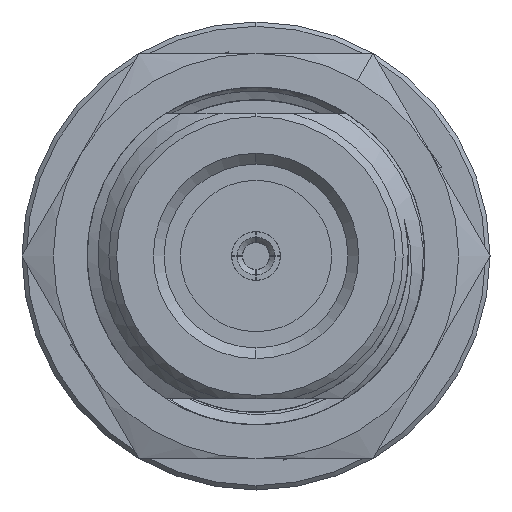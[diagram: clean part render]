
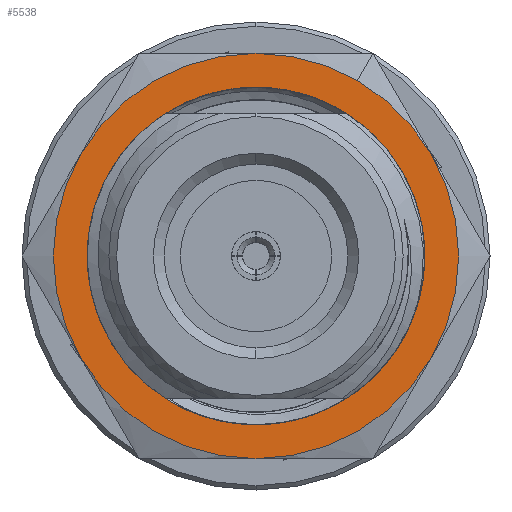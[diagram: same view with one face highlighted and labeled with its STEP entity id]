
A CAD part, left-side view. The second image highlights one B-rep face of the part: STEP entity #5538.
In plain terms, the highlighted planar face has unit normal (-1, 0, 0).
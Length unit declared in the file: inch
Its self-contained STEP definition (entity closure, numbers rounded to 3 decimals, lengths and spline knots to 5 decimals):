
#97 = EDGE_CURVE ( 'NONE', #22369, #21245, #8426, .T. ) ;
#1289 = DIRECTION ( 'NONE',  ( -1., 0., 0. ) ) ;
#1450 = VERTEX_POINT ( 'NONE', #18362 ) ;
#1577 = CARTESIAN_POINT ( 'NONE',  ( 0.50314, 0.11635, -0.29003 ) ) ;
#2218 = DIRECTION ( 'NONE',  ( 0., -0.5, 0.866 ) ) ;
#3707 = AXIS2_PLACEMENT_3D ( 'NONE', #8467, #25156, #33627 ) ;
#4079 = AXIS2_PLACEMENT_3D ( 'NONE', #8745, #32569, #12320 ) ;
#5506 = CARTESIAN_POINT ( 'NONE',  ( 0.50314, 0., 0. ) ) ;
#5538 = ADVANCED_FACE ( 'NONE', ( #46214, #37215 ), #15891, .F. ) ;
#6224 = AXIS2_PLACEMENT_3D ( 'NONE', #49635, #36232, #23662 ) ;
#6433 = AXIS2_PLACEMENT_3D ( 'NONE', #26946, #43343, #6683 ) ;
#6683 = DIRECTION ( 'NONE',  ( 0., -0.5, 0.866 ) ) ;
#7141 = DIRECTION ( 'NONE',  ( -1., 0., 0. ) ) ;
#8149 = CARTESIAN_POINT ( 'NONE',  ( 0.50314, -0.32476, 0.1875 ) ) ;
#8426 = CIRCLE ( 'NONE', #53977, 0.375 ) ;
#8467 = CARTESIAN_POINT ( 'NONE',  ( 0.50314, 0., 0. ) ) ;
#8745 = CARTESIAN_POINT ( 'NONE',  ( 0.50314, 0., 0. ) ) ;
#9972 = VERTEX_POINT ( 'NONE', #1577 ) ;
#10691 = DIRECTION ( 'NONE',  ( 1., 0., 0. ) ) ;
#11451 = AXIS2_PLACEMENT_3D ( 'NONE', #29926, #35648, #47685 ) ;
#12320 = DIRECTION ( 'NONE',  ( 0., -0.5, 0.866 ) ) ;
#12556 = EDGE_CURVE ( 'NONE', #54096, #22369, #47854, .T. ) ;
#12946 = AXIS2_PLACEMENT_3D ( 'NONE', #5506, #43789, #2218 ) ;
#14624 = CARTESIAN_POINT ( 'NONE',  ( 0.50314, -0.1875, 0.32476 ) ) ;
#15891 = PLANE ( 'NONE',  #4079 ) ;
#16021 = AXIS2_PLACEMENT_3D ( 'NONE', #36406, #7141, #53377 ) ;
#16640 = AXIS2_PLACEMENT_3D ( 'NONE', #52817, #10691, #53364 ) ;
#17555 = CARTESIAN_POINT ( 'NONE',  ( 0.50314, 0., 0.375 ) ) ;
#17941 = CARTESIAN_POINT ( 'NONE',  ( 0.50314, -0.32476, -0.1875 ) ) ;
#18362 = CARTESIAN_POINT ( 'NONE',  ( 0.50314, 0., -0.375 ) ) ;
#18590 = CARTESIAN_POINT ( 'NONE',  ( 0.50314, 0.32476, 0.1875 ) ) ;
#18741 = EDGE_CURVE ( 'NONE', #19420, #9972, #42682, .T. ) ;
#19252 = CARTESIAN_POINT ( 'NONE',  ( 0.50314, 0., 0. ) ) ;
#19420 = VERTEX_POINT ( 'NONE', #50438 ) ;
#20959 = EDGE_LOOP ( 'NONE', ( #24613, #52517, #27805, #53865, #26558, #23707, #26017 ) ) ;
#21245 = VERTEX_POINT ( 'NONE', #36130 ) ;
#21547 = CARTESIAN_POINT ( 'NONE',  ( 0.50314, 0., 0. ) ) ;
#22369 = VERTEX_POINT ( 'NONE', #18590 ) ;
#23048 = CIRCLE ( 'NONE', #6433, 0.3125 ) ;
#23662 = DIRECTION ( 'NONE',  ( 0., -0.5, 0.866 ) ) ;
#23707 = ORIENTED_EDGE ( 'NONE', *, *, #32449, .T. ) ;
#24613 = ORIENTED_EDGE ( 'NONE', *, *, #33993, .T. ) ;
#25156 = DIRECTION ( 'NONE',  ( 1., 0., 0. ) ) ;
#25366 = AXIS2_PLACEMENT_3D ( 'NONE', #21547, #1289, #26189 ) ;
#25754 = EDGE_CURVE ( 'NONE', #50011, #54096, #32352, .T. ) ;
#26017 = ORIENTED_EDGE ( 'NONE', *, *, #41974, .F. ) ;
#26189 = DIRECTION ( 'NONE',  ( 0., -0.5, 0.866 ) ) ;
#26558 = ORIENTED_EDGE ( 'NONE', *, *, #39625, .T. ) ;
#26946 = CARTESIAN_POINT ( 'NONE',  ( 0.50314, 0., 0. ) ) ;
#27450 = EDGE_CURVE ( 'NONE', #9972, #47616, #36724, .T. ) ;
#27805 = ORIENTED_EDGE ( 'NONE', *, *, #12556, .T. ) ;
#28060 = CIRCLE ( 'NONE', #6224, 0.375 ) ;
#29926 = CARTESIAN_POINT ( 'NONE',  ( 0.50314, 0., 0. ) ) ;
#31123 = CARTESIAN_POINT ( 'NONE',  ( 0.50314, 0.15625, -0.27063 ) ) ;
#31568 = DIRECTION ( 'NONE',  ( 0., -0.5, 0.866 ) ) ;
#32352 = CIRCLE ( 'NONE', #25366, 0.375 ) ;
#32449 = EDGE_CURVE ( 'NONE', #1450, #49293, #28060, .T. ) ;
#32569 = DIRECTION ( 'NONE',  ( 1., 0., 0. ) ) ;
#32995 = EDGE_LOOP ( 'NONE', ( #39039, #34819, #43340 ) ) ;
#33095 = AXIS2_PLACEMENT_3D ( 'NONE', #19252, #39224, #44132 ) ;
#33627 = DIRECTION ( 'NONE',  ( 0., -0.5, 0.866 ) ) ;
#33993 = EDGE_CURVE ( 'NONE', #51921, #50011, #36800, .T. ) ;
#34819 = ORIENTED_EDGE ( 'NONE', *, *, #49955, .T. ) ;
#35648 = DIRECTION ( 'NONE',  ( -1., 0., 0. ) ) ;
#36130 = CARTESIAN_POINT ( 'NONE',  ( 0.50314, 0.32476, -0.1875 ) ) ;
#36232 = DIRECTION ( 'NONE',  ( -1., 0., 0. ) ) ;
#36406 = CARTESIAN_POINT ( 'NONE',  ( 0.50314, 0., 0. ) ) ;
#36724 = CIRCLE ( 'NONE', #16640, 0.3125 ) ;
#36800 = CIRCLE ( 'NONE', #11451, 0.375 ) ;
#37215 = FACE_OUTER_BOUND ( 'NONE', #20959, .T. ) ;
#37748 = CIRCLE ( 'NONE', #3707, 0.375 ) ;
#39039 = ORIENTED_EDGE ( 'NONE', *, *, #27450, .T. ) ;
#39224 = DIRECTION ( 'NONE',  ( 1., 0., 0. ) ) ;
#39625 = EDGE_CURVE ( 'NONE', #21245, #1450, #49206, .T. ) ;
#41974 = EDGE_CURVE ( 'NONE', #51921, #49293, #37748, .T. ) ;
#42682 = CIRCLE ( 'NONE', #33095, 0.3125 ) ;
#43340 = ORIENTED_EDGE ( 'NONE', *, *, #18741, .T. ) ;
#43343 = DIRECTION ( 'NONE',  ( 1., 0., 0. ) ) ;
#43789 = DIRECTION ( 'NONE',  ( -1., 0., 0. ) ) ;
#44132 = DIRECTION ( 'NONE',  ( 0., -0.5, 0.866 ) ) ;
#44137 = DIRECTION ( 'NONE',  ( -1., 0., 0. ) ) ;
#46214 = FACE_BOUND ( 'NONE', #32995, .T. ) ;
#47616 = VERTEX_POINT ( 'NONE', #31123 ) ;
#47685 = DIRECTION ( 'NONE',  ( 0., -0.5, 0.866 ) ) ;
#47854 = CIRCLE ( 'NONE', #12946, 0.375 ) ;
#48242 = CARTESIAN_POINT ( 'NONE',  ( 0.50314, 0., 0. ) ) ;
#49206 = CIRCLE ( 'NONE', #16021, 0.375 ) ;
#49293 = VERTEX_POINT ( 'NONE', #17941 ) ;
#49635 = CARTESIAN_POINT ( 'NONE',  ( 0.50314, 0., 0. ) ) ;
#49955 = EDGE_CURVE ( 'NONE', #47616, #19420, #23048, .T. ) ;
#50011 = VERTEX_POINT ( 'NONE', #14624 ) ;
#50438 = CARTESIAN_POINT ( 'NONE',  ( 0.50314, 0.28735, -0.12282 ) ) ;
#51921 = VERTEX_POINT ( 'NONE', #8149 ) ;
#52517 = ORIENTED_EDGE ( 'NONE', *, *, #25754, .T. ) ;
#52817 = CARTESIAN_POINT ( 'NONE',  ( 0.50314, 0., 0. ) ) ;
#53364 = DIRECTION ( 'NONE',  ( 0., -0.5, 0.866 ) ) ;
#53377 = DIRECTION ( 'NONE',  ( 0., -0.5, 0.866 ) ) ;
#53865 = ORIENTED_EDGE ( 'NONE', *, *, #97, .T. ) ;
#53977 = AXIS2_PLACEMENT_3D ( 'NONE', #48242, #44137, #31568 ) ;
#54096 = VERTEX_POINT ( 'NONE', #17555 ) ;
